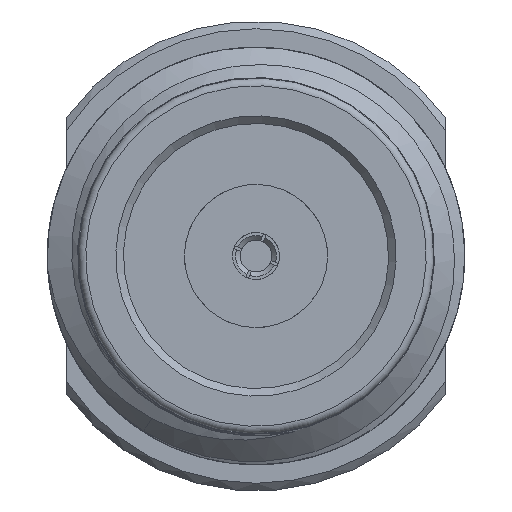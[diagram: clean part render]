
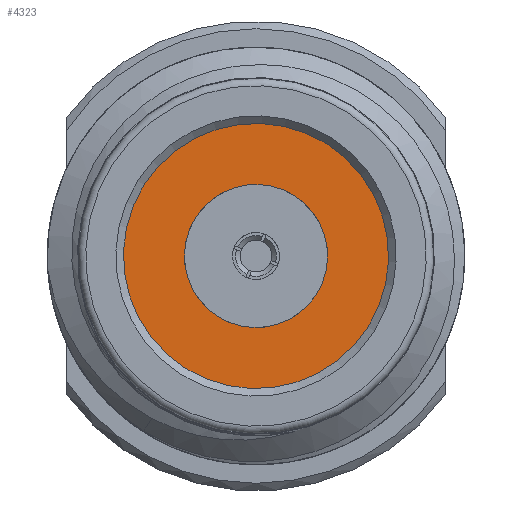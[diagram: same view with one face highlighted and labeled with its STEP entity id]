
A CAD part, left-side view. The second image highlights one B-rep face of the part: STEP entity #4323.
In plain terms, the highlighted planar face has unit normal (-1, 0, 0).
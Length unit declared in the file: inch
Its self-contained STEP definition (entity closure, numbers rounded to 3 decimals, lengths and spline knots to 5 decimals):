
#82 = AXIS2_PLACEMENT_3D ( 'NONE', #3967, #2023, #3574 ) ;
#283 = CARTESIAN_POINT ( 'NONE',  ( 0.135, 0., 0. ) ) ;
#719 = DIRECTION ( 'NONE',  ( -1., 0., 0. ) ) ;
#776 = ORIENTED_EDGE ( 'NONE', *, *, #3632, .T. ) ;
#878 = DIRECTION ( 'NONE',  ( 0., -0.382, 0.924 ) ) ;
#1138 = EDGE_LOOP ( 'NONE', ( #4783 ) ) ;
#1351 = EDGE_CURVE ( 'NONE', #3604, #3604, #4058, .T. ) ;
#1575 = CARTESIAN_POINT ( 'NONE',  ( 0.135, 0., 0. ) ) ;
#1988 = AXIS2_PLACEMENT_3D ( 'NONE', #283, #719, #3846 ) ;
#2023 = DIRECTION ( 'NONE',  ( -1., 0., 0. ) ) ;
#2218 = CIRCLE ( 'NONE', #82, 0.0875 ) ;
#2443 = CARTESIAN_POINT ( 'NONE',  ( 0.135, -0.03341, 0.08087 ) ) ;
#2828 = VERTEX_POINT ( 'NONE', #2443 ) ;
#3060 = FACE_OUTER_BOUND ( 'NONE', #4708, .T. ) ;
#3458 = AXIS2_PLACEMENT_3D ( 'NONE', #1575, #3999, #878 ) ;
#3574 = DIRECTION ( 'NONE',  ( 0., -0.382, 0.924 ) ) ;
#3604 = VERTEX_POINT ( 'NONE', #4870 ) ;
#3632 = EDGE_CURVE ( 'NONE', #2828, #2828, #2218, .T. ) ;
#3846 = DIRECTION ( 'NONE',  ( 0., -0.382, 0.924 ) ) ;
#3967 = CARTESIAN_POINT ( 'NONE',  ( 0.135, 0., 0. ) ) ;
#3999 = DIRECTION ( 'NONE',  ( -1., 0., 0. ) ) ;
#4058 = CIRCLE ( 'NONE', #3458, 0.04724 ) ;
#4234 = FACE_BOUND ( 'NONE', #1138, .T. ) ;
#4323 = ADVANCED_FACE ( 'NONE', ( #4234, #3060 ), #4695, .T. ) ;
#4695 = PLANE ( 'NONE',  #1988 ) ;
#4708 = EDGE_LOOP ( 'NONE', ( #776 ) ) ;
#4783 = ORIENTED_EDGE ( 'NONE', *, *, #1351, .F. ) ;
#4870 = CARTESIAN_POINT ( 'NONE',  ( 0.135, -0.01804, 0.04366 ) ) ;
